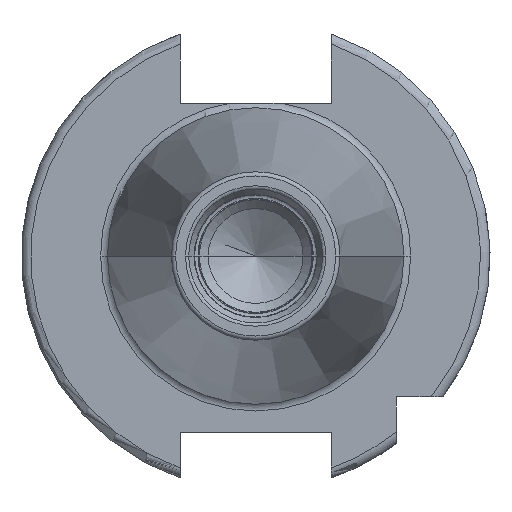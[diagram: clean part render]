
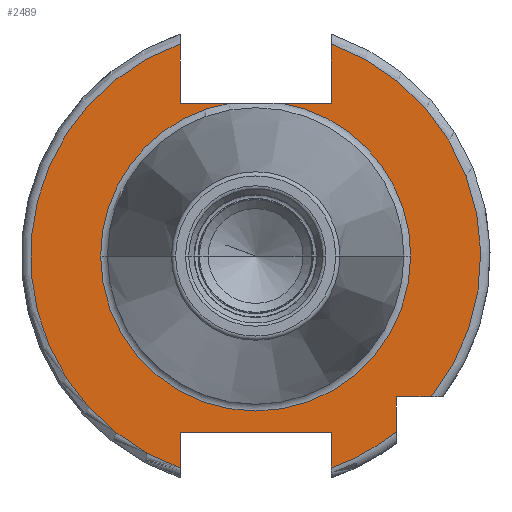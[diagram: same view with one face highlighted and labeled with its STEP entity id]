
A CAD part, left-side view. The second image highlights one B-rep face of the part: STEP entity #2489.
In plain terms, the highlighted planar face has unit normal (-1, 0, 0).
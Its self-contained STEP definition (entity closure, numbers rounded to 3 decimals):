
#106=CARTESIAN_POINT('',(3.2,0.,0.));
#107=DIRECTION('',(-1.,0.,0.));
#108=DIRECTION('',(0.,1.,0.));
#109=AXIS2_PLACEMENT_3D('',#106,#107,#108);
#122=CARTESIAN_POINT('',(3.2,0.,0.));
#123=DIRECTION('',(1.,0.,0.));
#124=DIRECTION('',(0.,-0.164,0.986));
#125=AXIS2_PLACEMENT_3D('',#122,#123,#124);
#127=CARTESIAN_POINT('',(3.2,0.,0.));
#128=DIRECTION('',(1.,0.,0.));
#129=DIRECTION('',(0.,1.,0.));
#130=AXIS2_PLACEMENT_3D('',#127,#128,#129);
#884=CARTESIAN_POINT('',(3.2,0.,0.));
#885=DIRECTION('',(-1.,0.,0.));
#886=DIRECTION('',(0.,-0.78,-0.625));
#887=AXIS2_PLACEMENT_3D('',#884,#885,#886);
#900=CARTESIAN_POINT('',(3.2,0.,0.));
#901=DIRECTION('',(-1.,0.,0.));
#902=DIRECTION('',(0.,0.336,0.942));
#903=AXIS2_PLACEMENT_3D('',#900,#901,#902);
#932=DIRECTION('',(0.,0.,1.));
#933=VECTOR('',#932,3.799);
#934=CARTESIAN_POINT('',(3.2,8.05,-22.599));
#935=LINE('',#934,#933);
#936=DIRECTION('',(0.,0.,-1.));
#937=VECTOR('',#936,6.299);
#938=CARTESIAN_POINT('',(3.2,8.05,22.599));
#939=LINE('',#938,#937);
#940=DIRECTION('',(0.,1.,0.));
#941=VECTOR('',#940,5.332);
#942=CARTESIAN_POINT('',(3.2,2.718,16.3));
#943=LINE('',#942,#941);
#944=DIRECTION('',(0.,1.,0.));
#945=VECTOR('',#944,5.332);
#946=CARTESIAN_POINT('',(3.2,-8.05,16.3));
#947=LINE('',#946,#945);
#948=DIRECTION('',(0.,0.,-1.));
#949=VECTOR('',#948,6.299);
#950=CARTESIAN_POINT('',(3.2,-8.05,22.599));
#951=LINE('',#950,#949);
#952=DIRECTION('',(0.,1.,0.));
#953=VECTOR('',#952,3.722);
#954=CARTESIAN_POINT('',(3.2,-18.722,-15.));
#955=LINE('',#954,#953);
#956=DIRECTION('',(0.,0.,1.));
#957=VECTOR('',#956,3.722);
#958=CARTESIAN_POINT('',(3.2,-15.,-18.722));
#959=LINE('',#958,#957);
#960=CARTESIAN_POINT('',(3.2,0.,0.));
#961=DIRECTION('',(-1.,0.,0.));
#962=DIRECTION('',(0.,-0.336,-0.942));
#963=AXIS2_PLACEMENT_3D('',#960,#961,#962);
#965=DIRECTION('',(0.,0.,1.));
#966=VECTOR('',#965,3.799);
#967=CARTESIAN_POINT('',(3.2,-8.05,-22.599));
#968=LINE('',#967,#966);
#969=DIRECTION('',(0.,-1.,0.));
#970=VECTOR('',#969,16.1);
#971=CARTESIAN_POINT('',(3.2,8.05,-18.8));
#972=LINE('',#971,#970);
#1191=CARTESIAN_POINT('',(3.2,16.525,0.));
#1193=VERTEX_POINT('',#1191);
#1197=CARTESIAN_POINT('',(3.2,-16.525,0.));
#1199=VERTEX_POINT('',#1197);
#1363=CARTESIAN_POINT('',(3.2,8.05,-22.599));
#1364=CARTESIAN_POINT('',(3.2,8.05,-18.8));
#1365=VERTEX_POINT('',#1363);
#1366=VERTEX_POINT('',#1364);
#1367=CARTESIAN_POINT('',(3.2,-8.05,-18.8));
#1368=VERTEX_POINT('',#1367);
#1369=CARTESIAN_POINT('',(3.2,-8.05,-22.599));
#1370=VERTEX_POINT('',#1369);
#1371=CARTESIAN_POINT('',(3.2,-8.05,22.599));
#1372=CARTESIAN_POINT('',(3.2,-8.05,16.3));
#1373=VERTEX_POINT('',#1371);
#1374=VERTEX_POINT('',#1372);
#1375=CARTESIAN_POINT('',(3.2,-2.718,16.3));
#1376=VERTEX_POINT('',#1375);
#1377=CARTESIAN_POINT('',(3.2,2.718,16.3));
#1378=CARTESIAN_POINT('',(3.2,8.05,16.3));
#1379=VERTEX_POINT('',#1377);
#1380=VERTEX_POINT('',#1378);
#1381=CARTESIAN_POINT('',(3.2,8.05,22.599));
#1382=VERTEX_POINT('',#1381);
#1383=CARTESIAN_POINT('',(3.2,-15.,-18.722));
#1384=CARTESIAN_POINT('',(3.2,-15.,-15.));
#1385=VERTEX_POINT('',#1383);
#1386=VERTEX_POINT('',#1384);
#1387=CARTESIAN_POINT('',(3.2,-18.722,-15.));
#1388=VERTEX_POINT('',#1387);
#2466=CARTESIAN_POINT('',(3.2,0.,0.));
#2467=DIRECTION('',(1.,0.,0.));
#2468=DIRECTION('',(0.,-1.,0.));
#2469=AXIS2_PLACEMENT_3D('',#2466,#2467,#2468);
#2470=PLANE('',#2469);
#2471=ORIENTED_EDGE('',*,*,#1923,.F.);
#2472=ORIENTED_EDGE('',*,*,#2458,.F.);
#2473=ORIENTED_EDGE('',*,*,#1853,.T.);
#2474=ORIENTED_EDGE('',*,*,#1618,.F.);
#2475=ORIENTED_EDGE('',*,*,#1595,.F.);
#2476=ORIENTED_EDGE('',*,*,#1578,.T.);
#2477=ORIENTED_EDGE('',*,*,#1590,.F.);
#2478=ORIENTED_EDGE('',*,*,#1615,.F.);
#2479=ORIENTED_EDGE('',*,*,#2413,.F.);
#2480=ORIENTED_EDGE('',*,*,#2447,.F.);
#2481=ORIENTED_EDGE('',*,*,#2357,.T.);
#2482=ORIENTED_EDGE('',*,*,#2074,.F.);
#2483=ORIENTED_EDGE('',*,*,#2433,.F.);
#2484=ORIENTED_EDGE('',*,*,#2011,.T.);
#2486=ORIENTED_EDGE('',*,*,#2485,.F.);
#2487=EDGE_LOOP('',(#2471,#2472,#2473,#2474,#2475,#2476,#2477,#2478,#2479,#2480,
#2481,#2482,#2483,#2484,#2486));
#2488=FACE_OUTER_BOUND('',#2487,.F.);
#2489=ADVANCED_FACE('',(#2488),#2470,.F.);
#110=CIRCLE('',#109,16.525);
#126=CIRCLE('',#125,16.525);
#131=CIRCLE('',#130,16.525);
#888=CIRCLE('',#887,23.99);
#904=CIRCLE('',#903,23.99);
#964=CIRCLE('',#963,23.99);
#1578=EDGE_CURVE('',#1193,#1199,#110,.T.);
#1590=EDGE_CURVE('',#1376,#1199,#126,.T.);
#1595=EDGE_CURVE('',#1193,#1379,#131,.T.);
#1615=EDGE_CURVE('',#1374,#1376,#947,.T.);
#1618=EDGE_CURVE('',#1379,#1380,#943,.T.);
#1853=EDGE_CURVE('',#1382,#1380,#939,.T.);
#1923=EDGE_CURVE('',#1365,#1366,#935,.T.);
#2011=EDGE_CURVE('',#1370,#1368,#968,.T.);
#2074=EDGE_CURVE('',#1385,#1386,#959,.T.);
#2357=EDGE_CURVE('',#1388,#1386,#955,.T.);
#2413=EDGE_CURVE('',#1373,#1374,#951,.T.);
#2433=EDGE_CURVE('',#1370,#1385,#964,.T.);
#2447=EDGE_CURVE('',#1388,#1373,#888,.T.);
#2458=EDGE_CURVE('',#1382,#1365,#904,.T.);
#2485=EDGE_CURVE('',#1366,#1368,#972,.T.);
